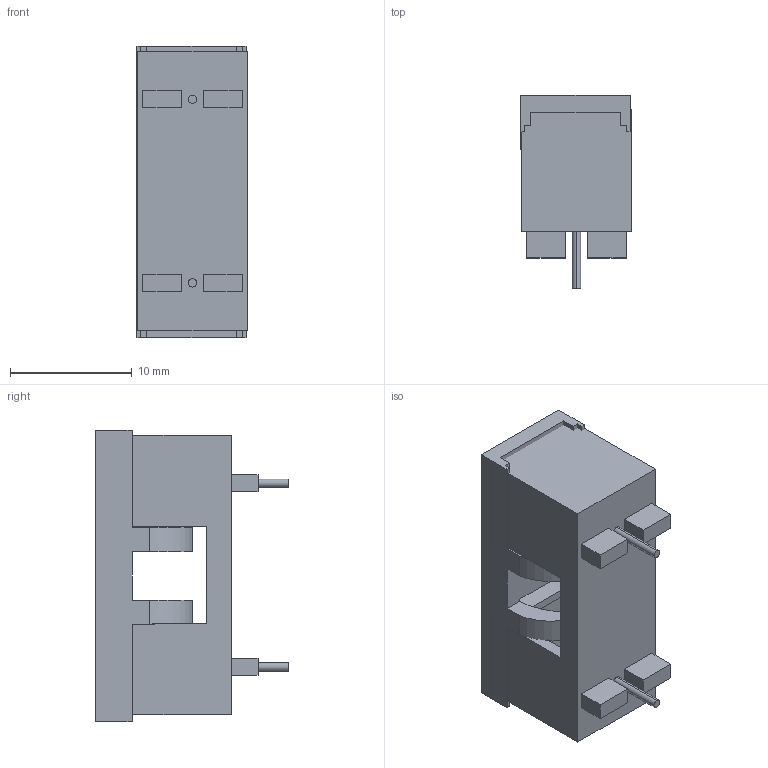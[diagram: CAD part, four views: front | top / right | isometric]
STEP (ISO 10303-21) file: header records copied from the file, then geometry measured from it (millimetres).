
FILE_DESCRIPTION (( 'STEP AP214' ), '1' );
FILE_NAME ('00E7572B-FA3D-4105-959A-43201FCBFA09.STEP', '2009-04-21T08:19:22', ( 'sysAdmin' ), ( 'SolidWorks' ), 'SwSTEP 2.0', 'SolidWorks 2009', '' );
FILE_SCHEMA (( 'AUTOMOTIVE_DESIGN' ));
Length unit declared in the file: millimetre
Products named in the file (1): 00E7572B-FA3D-4105-959A-43201FCBFA09
Bounding box: 9.08 x 15.87 x 24 mm (x, y, z)
Surface area: 2009.3 mm2 (no closed solid volume)
Topology: 0 solids, 2 shells, 82 faces, 248 edges, 168 vertices
Faces by surface type: plane 74, cylinder 8
Entity records: 3666 total; most frequent: CARTESIAN_POINT 499, ORIENTED_EDGE 456, DIRECTION 438, EDGE_CURVE 248, VECTOR 224, LINE 224, VERTEX_POINT 168, AXIS2_PLACEMENT_3D 107
